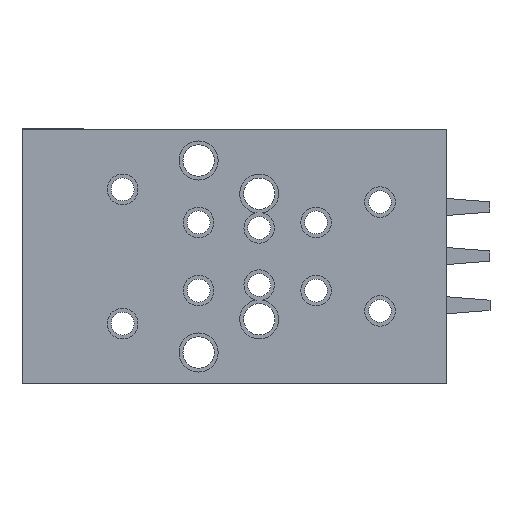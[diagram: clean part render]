
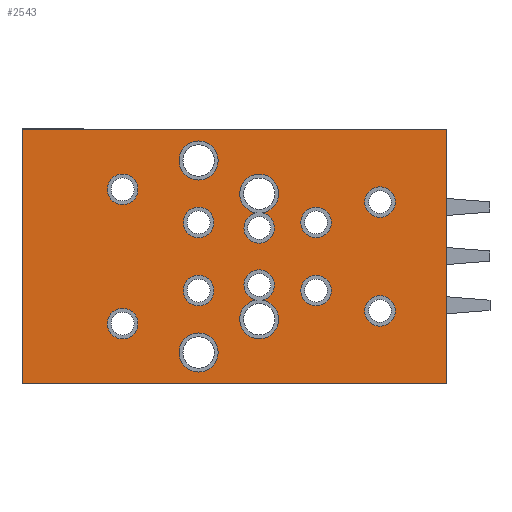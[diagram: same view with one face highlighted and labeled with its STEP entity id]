
A CAD part, left-side view. The second image highlights one B-rep face of the part: STEP entity #2543.
In plain terms, the highlighted planar face has unit normal (-1, 0, 0).
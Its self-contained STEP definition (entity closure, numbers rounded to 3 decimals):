
#61=FACE_BOUND('',#485,.T.);
#62=FACE_BOUND('',#486,.T.);
#63=FACE_BOUND('',#487,.T.);
#64=FACE_BOUND('',#488,.T.);
#65=FACE_BOUND('',#489,.T.);
#66=FACE_BOUND('',#490,.T.);
#67=FACE_BOUND('',#491,.T.);
#68=FACE_BOUND('',#492,.T.);
#69=FACE_BOUND('',#493,.T.);
#70=FACE_BOUND('',#494,.T.);
#71=FACE_BOUND('',#495,.T.);
#72=FACE_BOUND('',#496,.T.);
#75=CIRCLE('',#2645,0.9);
#83=CIRCLE('',#2658,0.9);
#91=CIRCLE('',#2671,0.9);
#99=CIRCLE('',#2684,1.15);
#107=CIRCLE('',#2697,0.9);
#115=CIRCLE('',#2710,1.15);
#123=CIRCLE('',#2723,0.9);
#125=CIRCLE('',#2726,1.15);
#135=CIRCLE('',#2743,0.9);
#143=CIRCLE('',#2756,0.9);
#151=CIRCLE('',#2769,0.9);
#153=CIRCLE('',#2772,1.15);
#163=CIRCLE('',#2789,0.9);
#171=CIRCLE('',#2802,0.9);
#297=FACE_OUTER_BOUND('',#484,.T.);
#484=EDGE_LOOP('',(#1897,#1898,#1899,#1900));
#485=EDGE_LOOP('',(#1901));
#486=EDGE_LOOP('',(#1902));
#487=EDGE_LOOP('',(#1903));
#488=EDGE_LOOP('',(#1904));
#489=EDGE_LOOP('',(#1905));
#490=EDGE_LOOP('',(#1906));
#491=EDGE_LOOP('',(#1907,#1908));
#492=EDGE_LOOP('',(#1909));
#493=EDGE_LOOP('',(#1910));
#494=EDGE_LOOP('',(#1911,#1912));
#495=EDGE_LOOP('',(#1913));
#496=EDGE_LOOP('',(#1914));
#622=LINE('',#3962,#848);
#626=LINE('',#3970,#852);
#629=LINE('',#3976,#855);
#632=LINE('',#3981,#858);
#848=VECTOR('',#3297,10.);
#852=VECTOR('',#3303,10.);
#855=VECTOR('',#3308,10.);
#858=VECTOR('',#3313,10.);
#1028=VERTEX_POINT('',#3644);
#1036=VERTEX_POINT('',#3668);
#1044=VERTEX_POINT('',#3692);
#1052=VERTEX_POINT('',#3716);
#1060=VERTEX_POINT('',#3740);
#1068=VERTEX_POINT('',#3764);
#1076=VERTEX_POINT('',#3788);
#1077=VERTEX_POINT('',#3789);
#1088=VERTEX_POINT('',#3826);
#1096=VERTEX_POINT('',#3850);
#1104=VERTEX_POINT('',#3874);
#1105=VERTEX_POINT('',#3875);
#1116=VERTEX_POINT('',#3912);
#1124=VERTEX_POINT('',#3936);
#1132=VERTEX_POINT('',#3960);
#1133=VERTEX_POINT('',#3961);
#1136=VERTEX_POINT('',#3969);
#1138=VERTEX_POINT('',#3975);
#1257=EDGE_CURVE('',#1028,#1028,#75,.T.);
#1268=EDGE_CURVE('',#1036,#1036,#83,.T.);
#1279=EDGE_CURVE('',#1044,#1044,#91,.T.);
#1290=EDGE_CURVE('',#1052,#1052,#99,.T.);
#1301=EDGE_CURVE('',#1060,#1060,#107,.T.);
#1312=EDGE_CURVE('',#1068,#1068,#115,.T.);
#1323=EDGE_CURVE('',#1076,#1077,#123,.T.);
#1327=EDGE_CURVE('',#1077,#1076,#125,.T.);
#1341=EDGE_CURVE('',#1088,#1088,#135,.T.);
#1352=EDGE_CURVE('',#1096,#1096,#143,.T.);
#1363=EDGE_CURVE('',#1104,#1105,#151,.T.);
#1367=EDGE_CURVE('',#1105,#1104,#153,.T.);
#1381=EDGE_CURVE('',#1116,#1116,#163,.T.);
#1392=EDGE_CURVE('',#1124,#1124,#171,.T.);
#1403=EDGE_CURVE('',#1132,#1133,#622,.T.);
#1407=EDGE_CURVE('',#1136,#1132,#626,.T.);
#1410=EDGE_CURVE('',#1138,#1136,#629,.T.);
#1413=EDGE_CURVE('',#1133,#1138,#632,.T.);
#1897=ORIENTED_EDGE('',*,*,#1413,.F.);
#1898=ORIENTED_EDGE('',*,*,#1403,.F.);
#1899=ORIENTED_EDGE('',*,*,#1407,.F.);
#1900=ORIENTED_EDGE('',*,*,#1410,.F.);
#1901=ORIENTED_EDGE('',*,*,#1257,.T.);
#1902=ORIENTED_EDGE('',*,*,#1268,.T.);
#1903=ORIENTED_EDGE('',*,*,#1279,.T.);
#1904=ORIENTED_EDGE('',*,*,#1290,.T.);
#1905=ORIENTED_EDGE('',*,*,#1301,.T.);
#1906=ORIENTED_EDGE('',*,*,#1312,.T.);
#1907=ORIENTED_EDGE('',*,*,#1327,.T.);
#1908=ORIENTED_EDGE('',*,*,#1323,.T.);
#1909=ORIENTED_EDGE('',*,*,#1341,.T.);
#1910=ORIENTED_EDGE('',*,*,#1352,.T.);
#1911=ORIENTED_EDGE('',*,*,#1367,.T.);
#1912=ORIENTED_EDGE('',*,*,#1363,.T.);
#1913=ORIENTED_EDGE('',*,*,#1381,.T.);
#1914=ORIENTED_EDGE('',*,*,#1392,.T.);
#2269=PLANE('',#2819);
#2543=ADVANCED_FACE('',(#297,#61,#62,#63,#64,#65,#66,#67,#68,#69,#70,#71,
#72),#2269,.F.);
#2645=AXIS2_PLACEMENT_3D('',#3645,#2915,#2916);
#2658=AXIS2_PLACEMENT_3D('',#3669,#2944,#2945);
#2671=AXIS2_PLACEMENT_3D('',#3693,#2973,#2974);
#2684=AXIS2_PLACEMENT_3D('',#3717,#3002,#3003);
#2697=AXIS2_PLACEMENT_3D('',#3741,#3031,#3032);
#2710=AXIS2_PLACEMENT_3D('',#3765,#3060,#3061);
#2723=AXIS2_PLACEMENT_3D('',#3790,#3089,#3090);
#2726=AXIS2_PLACEMENT_3D('',#3797,#3097,#3098);
#2743=AXIS2_PLACEMENT_3D('',#3827,#3135,#3136);
#2756=AXIS2_PLACEMENT_3D('',#3851,#3164,#3165);
#2769=AXIS2_PLACEMENT_3D('',#3876,#3193,#3194);
#2772=AXIS2_PLACEMENT_3D('',#3883,#3201,#3202);
#2789=AXIS2_PLACEMENT_3D('',#3913,#3239,#3240);
#2802=AXIS2_PLACEMENT_3D('',#3937,#3268,#3269);
#2819=AXIS2_PLACEMENT_3D('',#3984,#3317,#3318);
#2915=DIRECTION('center_axis',(1.,0.,0.));
#2916=DIRECTION('ref_axis',(0.,1.,0.));
#2944=DIRECTION('center_axis',(1.,0.,0.));
#2945=DIRECTION('ref_axis',(0.,1.,0.));
#2973=DIRECTION('center_axis',(1.,0.,0.));
#2974=DIRECTION('ref_axis',(0.,1.,0.));
#3002=DIRECTION('center_axis',(1.,0.,0.));
#3003=DIRECTION('ref_axis',(0.,1.,0.));
#3031=DIRECTION('center_axis',(1.,0.,0.));
#3032=DIRECTION('ref_axis',(0.,1.,0.));
#3060=DIRECTION('center_axis',(1.,0.,0.));
#3061=DIRECTION('ref_axis',(0.,1.,0.));
#3089=DIRECTION('center_axis',(1.,0.,0.));
#3090=DIRECTION('ref_axis',(0.,1.,0.));
#3097=DIRECTION('center_axis',(1.,0.,0.));
#3098=DIRECTION('ref_axis',(0.,1.,0.));
#3135=DIRECTION('center_axis',(1.,0.,0.));
#3136=DIRECTION('ref_axis',(0.,1.,0.));
#3164=DIRECTION('center_axis',(1.,0.,0.));
#3165=DIRECTION('ref_axis',(0.,1.,0.));
#3193=DIRECTION('center_axis',(1.,0.,0.));
#3194=DIRECTION('ref_axis',(0.,1.,0.));
#3201=DIRECTION('center_axis',(1.,0.,0.));
#3202=DIRECTION('ref_axis',(0.,1.,0.));
#3239=DIRECTION('center_axis',(1.,0.,0.));
#3240=DIRECTION('ref_axis',(0.,1.,0.));
#3268=DIRECTION('center_axis',(1.,0.,0.));
#3269=DIRECTION('ref_axis',(0.,1.,0.));
#3297=DIRECTION('',(0.,-1.,0.));
#3303=DIRECTION('',(0.,0.,1.));
#3308=DIRECTION('',(0.,1.,0.));
#3313=DIRECTION('',(0.,0.,-1.));
#3317=DIRECTION('center_axis',(1.,0.,0.));
#3318=DIRECTION('ref_axis',(0.,0.,-1.));
#3644=CARTESIAN_POINT('',(0.,1.222,2.008));
#3645=CARTESIAN_POINT('Origin',(0.,2.122,2.008));
#3668=CARTESIAN_POINT('',(0.,-9.465,-3.208));
#3669=CARTESIAN_POINT('Origin',(0.,-8.565,-3.208));
#3692=CARTESIAN_POINT('',(0.,1.222,-2.008));
#3693=CARTESIAN_POINT('Origin',(0.,2.122,-2.008));
#3716=CARTESIAN_POINT('',(0.,0.972,-5.656));
#3717=CARTESIAN_POINT('Origin',(0.,2.122,-5.656));
#3740=CARTESIAN_POINT('',(0.,-9.465,3.208));
#3741=CARTESIAN_POINT('Origin',(0.,-8.565,3.208));
#3764=CARTESIAN_POINT('',(0.,0.972,5.656));
#3765=CARTESIAN_POINT('Origin',(0.,2.122,5.656));
#3788=CARTESIAN_POINT('',(0.,-1.634,2.564));
#3789=CARTESIAN_POINT('',(0.,-1.262,2.564));
#3790=CARTESIAN_POINT('Origin',(0.,-1.448,1.683));
#3797=CARTESIAN_POINT('Origin',(0.,-1.448,3.699));
#3826=CARTESIAN_POINT('',(0.,-5.699,-2.008));
#3827=CARTESIAN_POINT('Origin',(0.,-4.799,-2.008));
#3850=CARTESIAN_POINT('',(0.,5.697,-3.958));
#3851=CARTESIAN_POINT('Origin',(0.,6.597,-3.958));
#3874=CARTESIAN_POINT('',(0.,-1.262,-2.564));
#3875=CARTESIAN_POINT('',(0.,-1.634,-2.564));
#3876=CARTESIAN_POINT('Origin',(0.,-1.448,-1.683));
#3883=CARTESIAN_POINT('Origin',(0.,-1.448,-3.699));
#3912=CARTESIAN_POINT('',(0.,-5.699,2.008));
#3913=CARTESIAN_POINT('Origin',(0.,-4.799,2.008));
#3936=CARTESIAN_POINT('',(0.,5.697,3.958));
#3937=CARTESIAN_POINT('Origin',(0.,6.597,3.958));
#3960=CARTESIAN_POINT('',(0.,12.5,7.5));
#3961=CARTESIAN_POINT('',(0.,-12.5,7.5));
#3962=CARTESIAN_POINT('',(0.,12.5,7.5));
#3969=CARTESIAN_POINT('',(0.,12.5,-7.5));
#3970=CARTESIAN_POINT('',(0.,12.5,-7.5));
#3975=CARTESIAN_POINT('',(0.,-12.5,-7.5));
#3976=CARTESIAN_POINT('',(0.,-12.5,-7.5));
#3981=CARTESIAN_POINT('',(0.,-12.5,7.5));
#3984=CARTESIAN_POINT('Origin',(0.,0.,0.));
